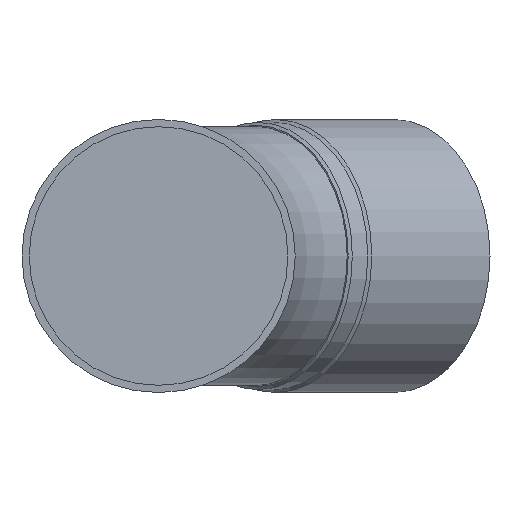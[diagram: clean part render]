
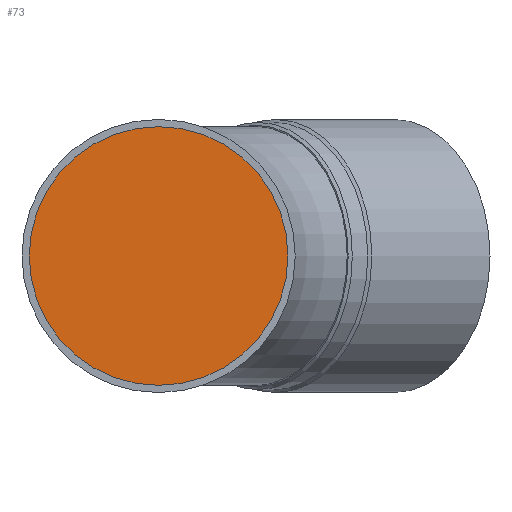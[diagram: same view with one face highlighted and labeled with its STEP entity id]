
A CAD part, front view. The second image highlights one B-rep face of the part: STEP entity #73.
In plain terms, the highlighted planar face has unit normal (0, -1, 0).
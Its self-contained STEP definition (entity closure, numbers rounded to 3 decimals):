
#73 = ADVANCED_FACE( '', ( #155 ), #156, .F. );
#155 = FACE_OUTER_BOUND( '', #228, .T. );
#156 = PLANE( '', #229 );
#228 = EDGE_LOOP( '', ( #327 ) );
#229 = AXIS2_PLACEMENT_3D( '', #328, #329, #330 );
#327 = ORIENTED_EDGE( '', *, *, #341, .T. );
#328 = CARTESIAN_POINT( '', ( 0., -10.5, 0. ) );
#329 = DIRECTION( '', ( 0., 1., 0. ) );
#330 = DIRECTION( '', ( 0., 0., 1. ) );
#341 = EDGE_CURVE( '', #380, #380, #381, .T. );
#380 = VERTEX_POINT( '', #429 );
#381 = CIRCLE( '', #430, 44.5 );
#429 = CARTESIAN_POINT( '', ( -44.5, -10.5, 0. ) );
#430 = AXIS2_PLACEMENT_3D( '', #480, #481, #482 );
#480 = CARTESIAN_POINT( '', ( 0., -10.5, 0. ) );
#481 = DIRECTION( '', ( 0., -1., 0. ) );
#482 = DIRECTION( '', ( -1., 0., 0. ) );
